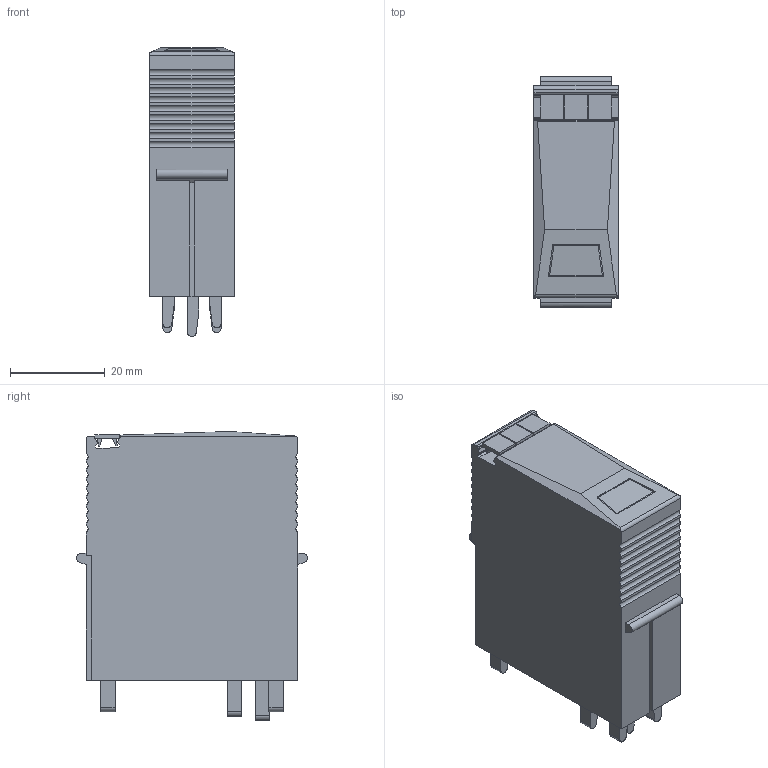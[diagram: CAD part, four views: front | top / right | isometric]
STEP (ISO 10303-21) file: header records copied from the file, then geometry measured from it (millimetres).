
FILE_DESCRIPTION(('CATIA V5R24 STEP','CAx-IF Rec.Pracs.--- Model Styling and Organization---1.2---2011-12-15'),'2;1');
FILE_NAME ('9754014_3', '2017-08-29T11:33:24+00:00', ('Weidmueller Interface'), ('Weidmueller'), 'CATIA Version 5-6 Release 2014 SP4', 'CATIA V5 STEP AP214', 'none');
FILE_SCHEMA(('AUTOMOTIVE_DESIGN { 1 0 10303 214 1 1 1 1 }'));
Length unit declared in the file: millimetre
Products named in the file (1): 8953610000
Bounding box: 17.75 x 48.7 x 61 mm (x, y, z)
Volume: 39304.6 mm3; surface area: 16190.4 mm2
Topology: 13 solids, 13 shells, 300 faces, 843 edges, 583 vertices
Faces by surface type: plane 250, cylinder 46, torus 4
Entity records: 9448 total; most frequent: ORIENTED_EDGE 1686, CARTESIAN_POINT 1678, DIRECTION 1236, EDGE_CURVE 843, VECTOR 673, LINE 673, VERTEX_POINT 583, AXIS2_PLACEMENT_3D 365
